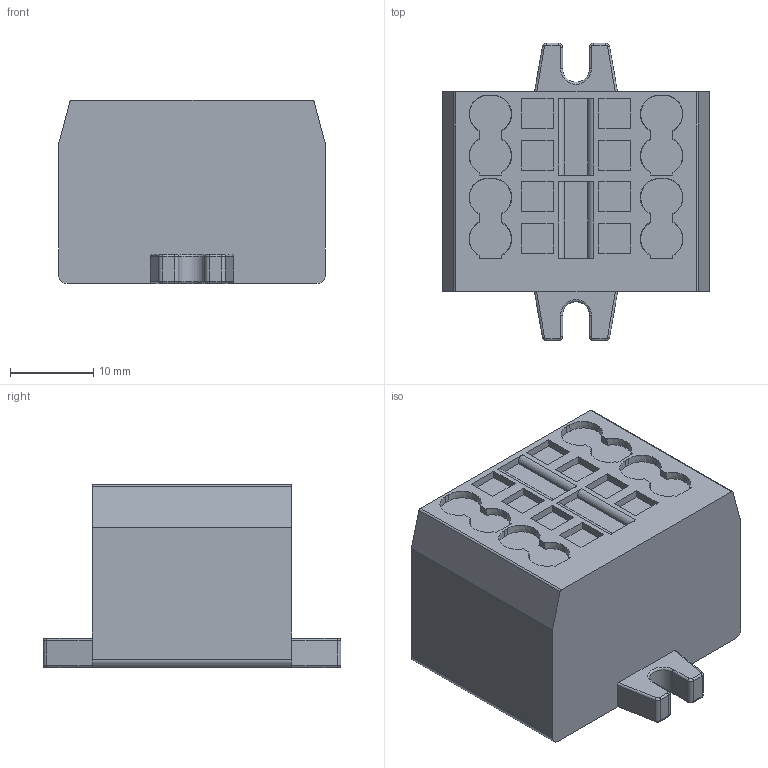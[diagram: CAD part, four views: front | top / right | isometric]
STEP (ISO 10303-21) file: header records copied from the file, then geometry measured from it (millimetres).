
FILE_DESCRIPTION(/* description */ ('Unknown'),/* implementation_level */ '2;1');
FILE_NAME(/* name */ 'SQTP2.5P4-2W_SOLID',/* time_stamp */ '2024-08-07T15:36:04+05:00',/* author */ ('Unknown'),/* organization */ ('Unknown'),/* preprocessor_version */ 'ST-DEVELOPER v16.7',/* originating_system */ 'Solid Edge',/* authorisation */ 'Unknown');
FILE_SCHEMA (('AUTOMOTIVE_DESIGN {1 0 10303 214 3 1 1}'));
Length unit declared in the file: millimetre
Products named in the file (1): SQTP2.5P4-2W_SOLID
Bounding box: 32.05 x 35.8 x 22 mm (x, y, z)
Volume: 16714.6 mm3; surface area: 4419 mm2
Topology: 1 solids, 3 shells, 188 faces, 464 edges, 296 vertices
Faces by surface type: plane 106, cylinder 44, torus 20, cone 18
Entity records: 5942 total; most frequent: CARTESIAN_POINT 1387, DIRECTION 958, ORIENTED_EDGE 928, EDGE_CURVE 464, AXIS2_PLACEMENT_3D 331, VERTEX_POINT 296, LINE 296, VECTOR 296
